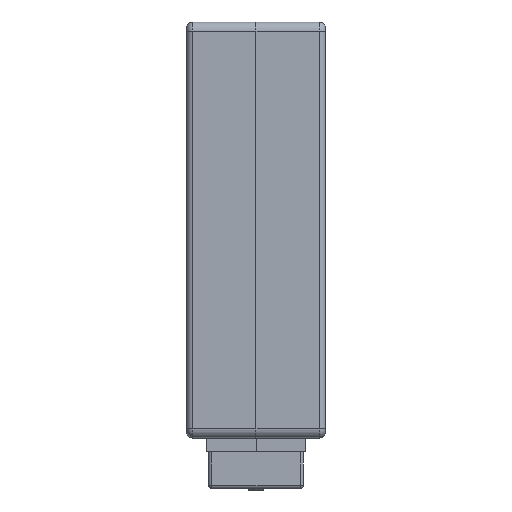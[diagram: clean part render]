
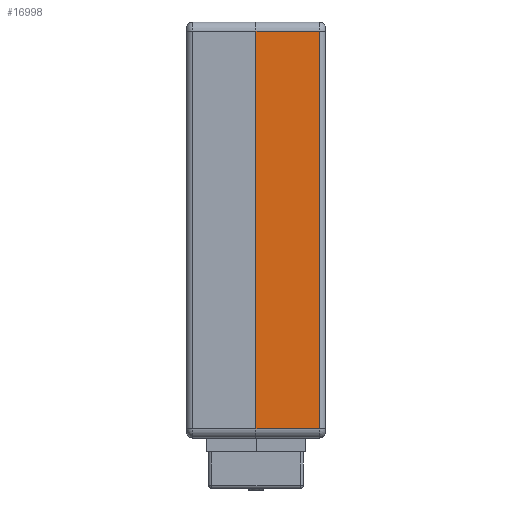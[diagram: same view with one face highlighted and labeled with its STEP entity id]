
A CAD part, left-side view. The second image highlights one B-rep face of the part: STEP entity #16998.
In plain terms, the highlighted planar face has unit normal (-1, 0, 0).
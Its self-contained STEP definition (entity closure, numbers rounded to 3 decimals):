
#2366 = DIRECTION ( 'NONE',  ( 0., 0., -1. ) ) ;
#2733 = VECTOR ( 'NONE', #54846, 1000. ) ;
#4289 = CARTESIAN_POINT ( 'NONE',  ( -103., 2., 65. ) ) ;
#5788 = ORIENTED_EDGE ( 'NONE', *, *, #6294, .T. ) ;
#6294 = EDGE_CURVE ( 'NONE', #40327, #17278, #28199, .T. ) ;
#7355 = VERTEX_POINT ( 'NONE', #4289 ) ;
#8030 = ORIENTED_EDGE ( 'NONE', *, *, #48715, .F. ) ;
#8458 = CARTESIAN_POINT ( 'NONE',  ( -103., 22.7, -65. ) ) ;
#11572 = DIRECTION ( 'NONE',  ( 0., 0., 1. ) ) ;
#11758 = EDGE_CURVE ( 'NONE', #17278, #7355, #51732, .T. ) ;
#13271 = CARTESIAN_POINT ( 'NONE',  ( -103., 2., -65. ) ) ;
#16334 = CARTESIAN_POINT ( 'NONE',  ( -103., 22.7, 0. ) ) ;
#16696 = AXIS2_PLACEMENT_3D ( 'NONE', #32677, #23453, #2366 ) ;
#16998 = ADVANCED_FACE ( 'NONE', ( #53212 ), #36337, .F. ) ;
#17278 = VERTEX_POINT ( 'NONE', #13271 ) ;
#19470 = EDGE_LOOP ( 'NONE', ( #5788, #51383, #19810, #8030 ) ) ;
#19810 = ORIENTED_EDGE ( 'NONE', *, *, #21782, .F. ) ;
#20833 = LINE ( 'NONE', #16334, #28645 ) ;
#21747 = CARTESIAN_POINT ( 'NONE',  ( -103., 22.7, 65. ) ) ;
#21782 = EDGE_CURVE ( 'NONE', #26790, #7355, #30996, .T. ) ;
#23453 = DIRECTION ( 'NONE',  ( 1., 0., 0. ) ) ;
#23717 = CARTESIAN_POINT ( 'NONE',  ( -103., 22.7, -65. ) ) ;
#26790 = VERTEX_POINT ( 'NONE', #47127 ) ;
#28199 = LINE ( 'NONE', #23717, #31681 ) ;
#28645 = VECTOR ( 'NONE', #11572, 1000. ) ;
#30996 = LINE ( 'NONE', #21747, #39475 ) ;
#31681 = VECTOR ( 'NONE', #50100, 1000. ) ;
#32677 = CARTESIAN_POINT ( 'NONE',  ( -103., 22.7, 0. ) ) ;
#36337 = PLANE ( 'NONE',  #16696 ) ;
#39475 = VECTOR ( 'NONE', #43631, 1000. ) ;
#40327 = VERTEX_POINT ( 'NONE', #8458 ) ;
#43631 = DIRECTION ( 'NONE',  ( 0., -1., 0. ) ) ;
#47127 = CARTESIAN_POINT ( 'NONE',  ( -103., 22.7, 65. ) ) ;
#48715 = EDGE_CURVE ( 'NONE', #40327, #26790, #20833, .T. ) ;
#50100 = DIRECTION ( 'NONE',  ( 0., -1., 0. ) ) ;
#50630 = CARTESIAN_POINT ( 'NONE',  ( -103., 2., 0. ) ) ;
#51383 = ORIENTED_EDGE ( 'NONE', *, *, #11758, .T. ) ;
#51732 = LINE ( 'NONE', #50630, #2733 ) ;
#53212 = FACE_OUTER_BOUND ( 'NONE', #19470, .T. ) ;
#54846 = DIRECTION ( 'NONE',  ( 0., 0., 1. ) ) ;
